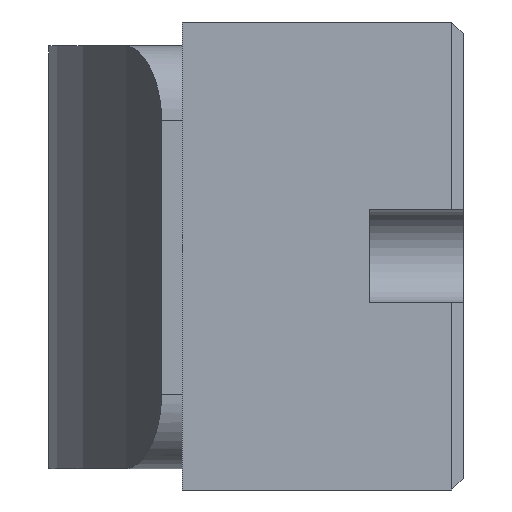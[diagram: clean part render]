
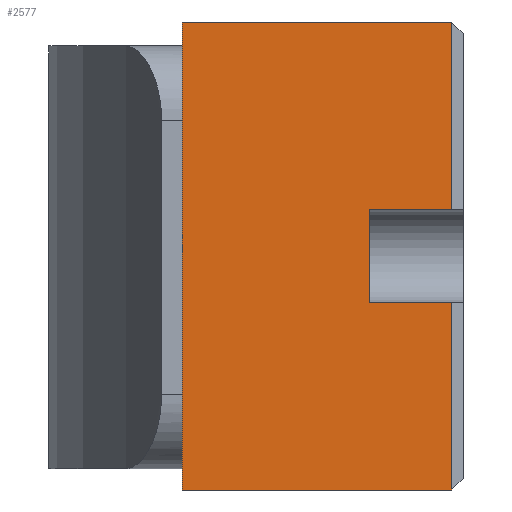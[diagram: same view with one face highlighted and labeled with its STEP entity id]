
A CAD part, left-side view. The second image highlights one B-rep face of the part: STEP entity #2577.
In plain terms, the highlighted planar face has unit normal (-1, 0, 0).
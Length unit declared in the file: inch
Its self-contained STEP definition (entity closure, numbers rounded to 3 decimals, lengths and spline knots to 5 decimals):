
#8 = CARTESIAN_POINT ( 'NONE',  ( -0.7903, 0.14, -0.39124 ) ) ;
#42 = CARTESIAN_POINT ( 'NONE',  ( -0.7903, -0.17496, 0.0812 ) ) ;
#48 = VECTOR ( 'NONE', #1263, 39.37008 ) ;
#56 = LINE ( 'NONE', #865, #48 ) ;
#166 = LINE ( 'NONE', #1125, #1334 ) ;
#178 = CARTESIAN_POINT ( 'NONE',  ( -0.7903, -0.17496, 0.0812 ) ) ;
#189 = LINE ( 'NONE', #1995, #560 ) ;
#198 = CARTESIAN_POINT ( 'NONE',  ( -0.7903, -0.17496, 0.0812 ) ) ;
#330 = EDGE_CURVE ( 'NONE', #1887, #1824, #1635, .T. ) ;
#408 = LINE ( 'NONE', #198, #1493 ) ;
#434 = VERTEX_POINT ( 'NONE', #2259 ) ;
#501 = DIRECTION ( 'NONE',  ( 0., 0., 1. ) ) ;
#560 = VECTOR ( 'NONE', #748, 39.37008 ) ;
#582 = VECTOR ( 'NONE', #1041, 39.37008 ) ;
#595 = DIRECTION ( 'NONE',  ( 0., -1., 0. ) ) ;
#598 = CARTESIAN_POINT ( 'NONE',  ( -0.7903, -0.17496, -0.07628 ) ) ;
#601 = EDGE_LOOP ( 'NONE', ( #1420, #1427, #733, #1679, #784, #1233, #1134, #1993 ) ) ;
#613 = CARTESIAN_POINT ( 'NONE',  ( -0.7903, 0.14, 0.39616 ) ) ;
#621 = LINE ( 'NONE', #2636, #2557 ) ;
#668 = VERTEX_POINT ( 'NONE', #598 ) ;
#707 = DIRECTION ( 'NONE',  ( 1., 0., 0. ) ) ;
#722 = VERTEX_POINT ( 'NONE', #794 ) ;
#733 = ORIENTED_EDGE ( 'NONE', *, *, #2103, .F. ) ;
#744 = VERTEX_POINT ( 'NONE', #613 ) ;
#748 = DIRECTION ( 'NONE',  ( 0., -1., 0. ) ) ;
#784 = ORIENTED_EDGE ( 'NONE', *, *, #1620, .T. ) ;
#794 = CARTESIAN_POINT ( 'NONE',  ( -0.7903, -0.31276, -0.07628 ) ) ;
#831 = LINE ( 'NONE', #8, #1874 ) ;
#865 = CARTESIAN_POINT ( 'NONE',  ( -0.7903, 0.14, 0.39616 ) ) ;
#901 = CARTESIAN_POINT ( 'NONE',  ( -0.7903, 0.14, 0.39616 ) ) ;
#969 = CARTESIAN_POINT ( 'NONE',  ( -0.7903, 0.14, -0.39124 ) ) ;
#1007 = CARTESIAN_POINT ( 'NONE',  ( -0.7903, -0.17496, -0.07628 ) ) ;
#1017 = EDGE_CURVE ( 'NONE', #668, #722, #2251, .T. ) ;
#1041 = DIRECTION ( 'NONE',  ( 0., -1., 0. ) ) ;
#1056 = EDGE_CURVE ( 'NONE', #1824, #1156, #621, .T. ) ;
#1087 = DIRECTION ( 'NONE',  ( 0., 0., -1. ) ) ;
#1111 = AXIS2_PLACEMENT_3D ( 'NONE', #901, #707, #1087 ) ;
#1125 = CARTESIAN_POINT ( 'NONE',  ( -0.7903, -0.31276, -0.07628 ) ) ;
#1134 = ORIENTED_EDGE ( 'NONE', *, *, #1017, .F. ) ;
#1156 = VERTEX_POINT ( 'NONE', #1466 ) ;
#1233 = ORIENTED_EDGE ( 'NONE', *, *, #2497, .T. ) ;
#1263 = DIRECTION ( 'NONE',  ( 0., 0., 1. ) ) ;
#1334 = VECTOR ( 'NONE', #501, 39.37008 ) ;
#1420 = ORIENTED_EDGE ( 'NONE', *, *, #330, .T. ) ;
#1427 = ORIENTED_EDGE ( 'NONE', *, *, #1056, .T. ) ;
#1466 = CARTESIAN_POINT ( 'NONE',  ( -0.7903, -0.31276, 0.39616 ) ) ;
#1493 = VECTOR ( 'NONE', #2049, 39.37008 ) ;
#1556 = EDGE_CURVE ( 'NONE', #1887, #668, #408, .T. ) ;
#1599 = FACE_OUTER_BOUND ( 'NONE', #601, .T. ) ;
#1620 = EDGE_CURVE ( 'NONE', #2276, #434, #831, .T. ) ;
#1635 = LINE ( 'NONE', #42, #582 ) ;
#1679 = ORIENTED_EDGE ( 'NONE', *, *, #2005, .F. ) ;
#1699 = CARTESIAN_POINT ( 'NONE',  ( -0.7903, -0.31276, 0.0812 ) ) ;
#1822 = DIRECTION ( 'NONE',  ( 0., -1., 0. ) ) ;
#1824 = VERTEX_POINT ( 'NONE', #1699 ) ;
#1874 = VECTOR ( 'NONE', #595, 39.37008 ) ;
#1877 = VECTOR ( 'NONE', #1822, 39.37008 ) ;
#1887 = VERTEX_POINT ( 'NONE', #178 ) ;
#1941 = PLANE ( 'NONE',  #1111 ) ;
#1993 = ORIENTED_EDGE ( 'NONE', *, *, #1556, .F. ) ;
#1995 = CARTESIAN_POINT ( 'NONE',  ( -0.7903, 0.14, 0.39616 ) ) ;
#2005 = EDGE_CURVE ( 'NONE', #2276, #744, #56, .T. ) ;
#2049 = DIRECTION ( 'NONE',  ( 0., 0., -1. ) ) ;
#2103 = EDGE_CURVE ( 'NONE', #744, #1156, #189, .T. ) ;
#2251 = LINE ( 'NONE', #1007, #1877 ) ;
#2259 = CARTESIAN_POINT ( 'NONE',  ( -0.7903, -0.31276, -0.39124 ) ) ;
#2276 = VERTEX_POINT ( 'NONE', #969 ) ;
#2448 = DIRECTION ( 'NONE',  ( 0., 0., 1. ) ) ;
#2497 = EDGE_CURVE ( 'NONE', #434, #722, #166, .T. ) ;
#2557 = VECTOR ( 'NONE', #2448, 39.37008 ) ;
#2577 = ADVANCED_FACE ( 'NONE', ( #1599 ), #1941, .F. ) ;
#2636 = CARTESIAN_POINT ( 'NONE',  ( -0.7903, -0.31276, 0.39616 ) ) ;
